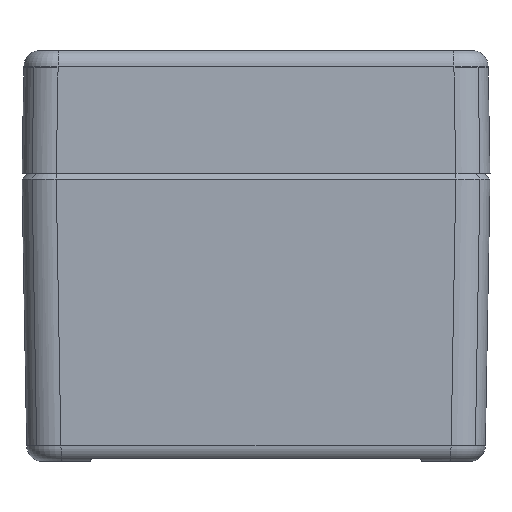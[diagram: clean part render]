
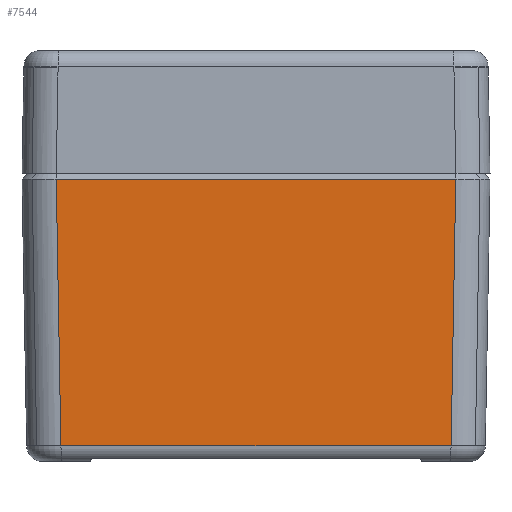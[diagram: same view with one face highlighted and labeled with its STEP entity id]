
A CAD part, left-side view. The second image highlights one B-rep face of the part: STEP entity #7544.
In plain terms, the highlighted planar face has unit normal (-1, 0, -0.018).
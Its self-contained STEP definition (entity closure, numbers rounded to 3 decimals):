
#7515=AXIS2_PLACEMENT_3D('Plane Axis2P3D',#7512,#7513,#7514) ;
#5044=CARTESIAN_POINT('Vertex',(0.815,75.186,2.813)) ;
#6457=CARTESIAN_POINT('Vertex',(0.,76.,49.483)) ;
#6534=CARTESIAN_POINT('Line Origine',(0.,41.,49.483)) ;
#6538=CARTESIAN_POINT('Vertex',(0.,5.999,49.483)) ;
#6567=CARTESIAN_POINT('Control Point',(0.815,75.186,2.813)) ;
#6568=CARTESIAN_POINT('Control Point',(0.815,75.185,2.782)) ;
#6569=CARTESIAN_POINT('Control Point',(0.816,75.185,2.751)) ;
#6570=CARTESIAN_POINT('Vertex',(0.816,75.185,2.751)) ;
#6598=CARTESIAN_POINT('Line Origine',(0.018,75.983,48.471)) ;
#7512=CARTESIAN_POINT('Axis2P3D Location',(0.,82.,49.5)) ;
#7517=CARTESIAN_POINT('Line Origine',(0.816,41.,2.751)) ;
#7521=CARTESIAN_POINT('Vertex',(0.816,6.815,2.751)) ;
#7524=CARTESIAN_POINT('Line Origine',(0.815,6.814,2.782)) ;
#7528=CARTESIAN_POINT('Vertex',(0.815,6.814,2.813)) ;
#7531=CARTESIAN_POINT('Line Origine',(0.407,6.406,26.148)) ;
#6535=DIRECTION('Vector Direction',(0.,1.,0.)) ;
#6599=DIRECTION('Vector Direction',(0.017,-0.017,-1.)) ;
#7513=DIRECTION('Axis2P3D Direction',(-1.,0.,-0.017)) ;
#7514=DIRECTION('Axis2P3D XDirection',(0.017,0.,-1.)) ;
#7518=DIRECTION('Vector Direction',(0.,1.,0.)) ;
#7525=DIRECTION('Vector Direction',(0.017,0.017,-1.)) ;
#7532=DIRECTION('Vector Direction',(0.017,0.017,-1.)) ;
#6536=VECTOR('Line Direction',#6535,1.) ;
#6600=VECTOR('Line Direction',#6599,1.) ;
#7519=VECTOR('Line Direction',#7518,1.) ;
#7526=VECTOR('Line Direction',#7525,1.) ;
#7533=VECTOR('Line Direction',#7532,1.) ;
#7537=ORIENTED_EDGE('',*,*,#6602,.F.) ;
#7538=ORIENTED_EDGE('',*,*,#6572,.F.) ;
#7539=ORIENTED_EDGE('',*,*,#7523,.F.) ;
#7540=ORIENTED_EDGE('',*,*,#7530,.F.) ;
#7541=ORIENTED_EDGE('',*,*,#7535,.F.) ;
#7542=ORIENTED_EDGE('',*,*,#6540,.T.) ;
#7544=ADVANCED_FACE('Body',(#7543),#7516,.T.) ;
#6566=B_SPLINE_CURVE_WITH_KNOTS('',2,(#6567,#6568,#6569),.UNSPECIFIED.,.F.,.U.,(3,3),(-0.032,0.032),.UNSPECIFIED.) ;
#6540=EDGE_CURVE('',#6539,#6458,#6537,.T.) ;
#6572=EDGE_CURVE('',#6571,#5045,#6566,.F.) ;
#6602=EDGE_CURVE('',#5045,#6458,#6601,.F.) ;
#7523=EDGE_CURVE('',#7522,#6571,#7520,.T.) ;
#7530=EDGE_CURVE('',#7529,#7522,#7527,.T.) ;
#7535=EDGE_CURVE('',#6539,#7529,#7534,.T.) ;
#7536=EDGE_LOOP('',(#7537,#7538,#7539,#7540,#7541,#7542)) ;
#7543=FACE_OUTER_BOUND('',#7536,.T.) ;
#6537=LINE('Line',#6534,#6536) ;
#6601=LINE('Line',#6598,#6600) ;
#7520=LINE('Line',#7517,#7519) ;
#7527=LINE('Line',#7524,#7526) ;
#7534=LINE('Line',#7531,#7533) ;
#7516=PLANE('',#7515) ;
#5045=VERTEX_POINT('',#5044) ;
#6458=VERTEX_POINT('',#6457) ;
#6539=VERTEX_POINT('',#6538) ;
#6571=VERTEX_POINT('',#6570) ;
#7522=VERTEX_POINT('',#7521) ;
#7529=VERTEX_POINT('',#7528) ;
